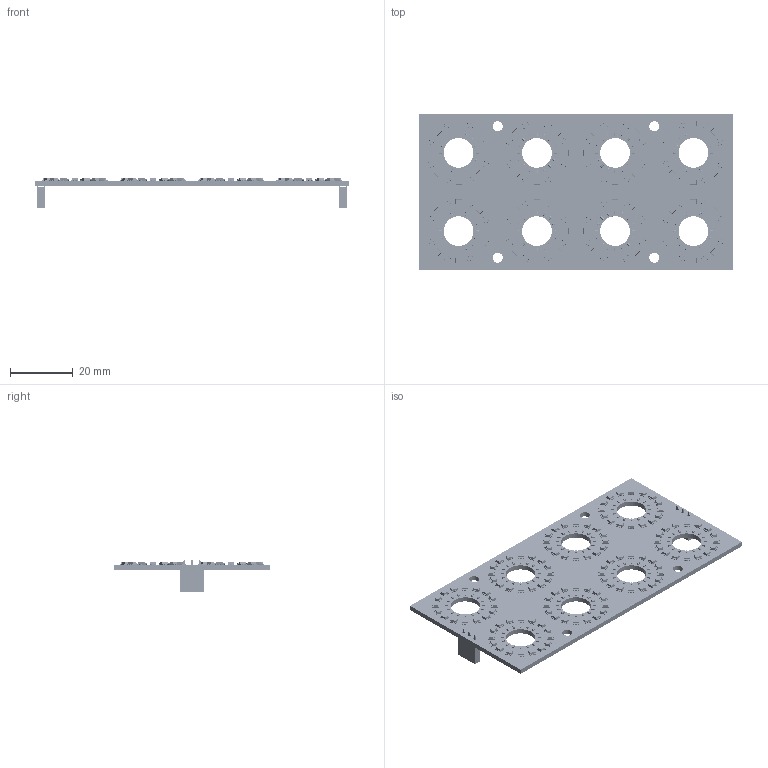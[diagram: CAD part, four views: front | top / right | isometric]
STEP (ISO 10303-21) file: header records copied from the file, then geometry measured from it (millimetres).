
FILE_DESCRIPTION(('KiCad electronic assembly'),'2;1');
FILE_NAME('enc.step','2023-06-06T17:15:43',('Pcbnew'),('Kicad'), 'Open CASCADE STEP processor 7.6','KiCad to STEP converter','Unknown' );
FILE_SCHEMA(('AUTOMOTIVE_DESIGN { 1 0 10303 214 1 1 1 1 }'));
Length unit declared in the file: millimetre
Products named in the file (8): enc 1; CL05B104KO5NNNC; COMPOUND; WS2812-2020; SOLID; PinSocket_1x03_P2.54mm_Vertical; PCB
Assembly tree (262 placements, depth 3):
  enc 1
    CL05B104KO5NNNC  x128
      COMPOUND
    WS2812-2020  x128
      SOLID
    PinSocket_1x03_P2.54mm_Vertical  x2
      SOLID
    PCB
Bounding box: 100 x 50 x 10.1 mm (x, y, z)
Volume: 7657.1 mm3; surface area: 13363.1 mm2
Topology: 515 solids, 515 shells, 14822 faces, 36690 edges, 22404 vertices
Faces by surface type: plane 9812, cylinder 3986, sphere 1024
Full cylindrical faces by diameter (mm): 1 x6, 3.2 x4, 9.5 x8
Entity records: 18554 total; most frequent: CARTESIAN_POINT 3084, DIRECTION 2831, LINE 1603, VECTOR 1603, ORIENTED_EDGE 1208, PCURVE 1208, DEFINITIONAL_REPRESENTATION 1208, EDGE_CURVE 604
